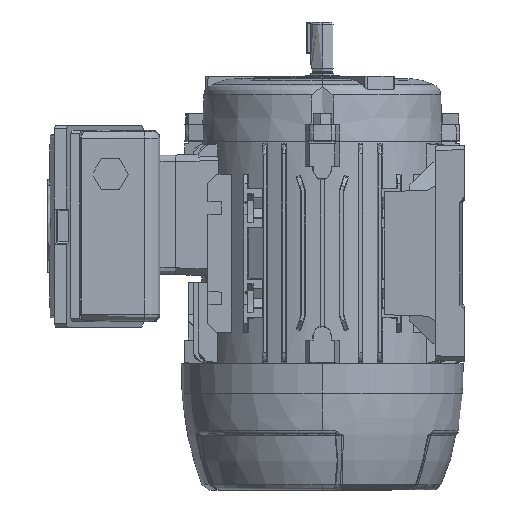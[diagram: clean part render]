
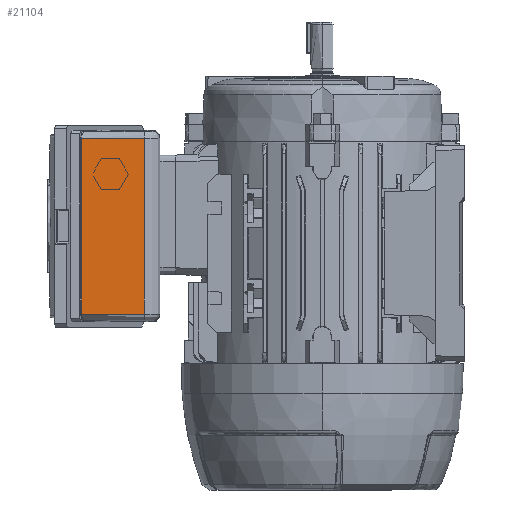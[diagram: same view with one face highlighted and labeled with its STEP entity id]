
A CAD part, left-side view. The second image highlights one B-rep face of the part: STEP entity #21104.
In plain terms, the highlighted face is planar.
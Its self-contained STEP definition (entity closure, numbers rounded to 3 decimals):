
#572 = EDGE_CURVE ( 'NONE', #62155, #49875, #25092, .T. ) ;
#3060 = VECTOR ( 'NONE', #11611, 1000. ) ;
#4557 = CARTESIAN_POINT ( 'NONE',  ( 34., -38.5, 42.232 ) ) ;
#6842 = EDGE_LOOP ( 'NONE', ( #9816, #64867, #16333, #15839 ) ) ;
#9816 = ORIENTED_EDGE ( 'NONE', *, *, #58801, .T. ) ;
#11611 = DIRECTION ( 'NONE',  ( 0., 0.017, -1. ) ) ;
#15244 = VERTEX_POINT ( 'NONE', #45759 ) ;
#15454 = AXIS2_PLACEMENT_3D ( 'NONE', #17021, #36179, #26722 ) ;
#15839 = ORIENTED_EDGE ( 'NONE', *, *, #52998, .T. ) ;
#16333 = ORIENTED_EDGE ( 'NONE', *, *, #572, .T. ) ;
#17021 = CARTESIAN_POINT ( 'NONE',  ( 37.5, -38.5, 42.232 ) ) ;
#21104 = ADVANCED_FACE ( 'NONE', ( #40137 ), #56867, .T. ) ;
#21251 = CARTESIAN_POINT ( 'NONE',  ( 34., -38.493, 41.856 ) ) ;
#23799 = VECTOR ( 'NONE', #28972, 1000. ) ;
#25092 = LINE ( 'NONE', #61772, #3060 ) ;
#26722 = DIRECTION ( 'NONE',  ( 0., 0.017, -1. ) ) ;
#28972 = DIRECTION ( 'NONE',  ( 0., -0.017, 1. ) ) ;
#29134 = VECTOR ( 'NONE', #58671, 1000. ) ;
#32924 = CARTESIAN_POINT ( 'NONE',  ( 37.5, -38.493, 41.856 ) ) ;
#33054 = EDGE_CURVE ( 'NONE', #52694, #62155, #52711, .T. ) ;
#36179 = DIRECTION ( 'NONE',  ( 0., -1., -0.017 ) ) ;
#40137 = FACE_OUTER_BOUND ( 'NONE', #6842, .T. ) ;
#45759 = CARTESIAN_POINT ( 'NONE',  ( 34., -38.005, 13.878 ) ) ;
#47218 = CARTESIAN_POINT ( 'NONE',  ( -44., -38.493, 41.856 ) ) ;
#49875 = VERTEX_POINT ( 'NONE', #54628 ) ;
#50026 = DIRECTION ( 'NONE',  ( 1., 0., 0. ) ) ;
#52694 = VERTEX_POINT ( 'NONE', #21251 ) ;
#52711 = LINE ( 'NONE', #32924, #29134 ) ;
#52998 = EDGE_CURVE ( 'NONE', #49875, #15244, #54134, .T. ) ;
#54134 = LINE ( 'NONE', #64141, #59626 ) ;
#54628 = CARTESIAN_POINT ( 'NONE',  ( -44., -38.005, 13.878 ) ) ;
#55354 = LINE ( 'NONE', #4557, #23799 ) ;
#56867 = PLANE ( 'NONE',  #15454 ) ;
#58671 = DIRECTION ( 'NONE',  ( -1., 0., 0. ) ) ;
#58801 = EDGE_CURVE ( 'NONE', #15244, #52694, #55354, .T. ) ;
#59626 = VECTOR ( 'NONE', #50026, 1000. ) ;
#61772 = CARTESIAN_POINT ( 'NONE',  ( -44., -38.005, 13.878 ) ) ;
#62155 = VERTEX_POINT ( 'NONE', #47218 ) ;
#64141 = CARTESIAN_POINT ( 'NONE',  ( 37., -38.005, 13.878 ) ) ;
#64867 = ORIENTED_EDGE ( 'NONE', *, *, #33054, .T. ) ;
